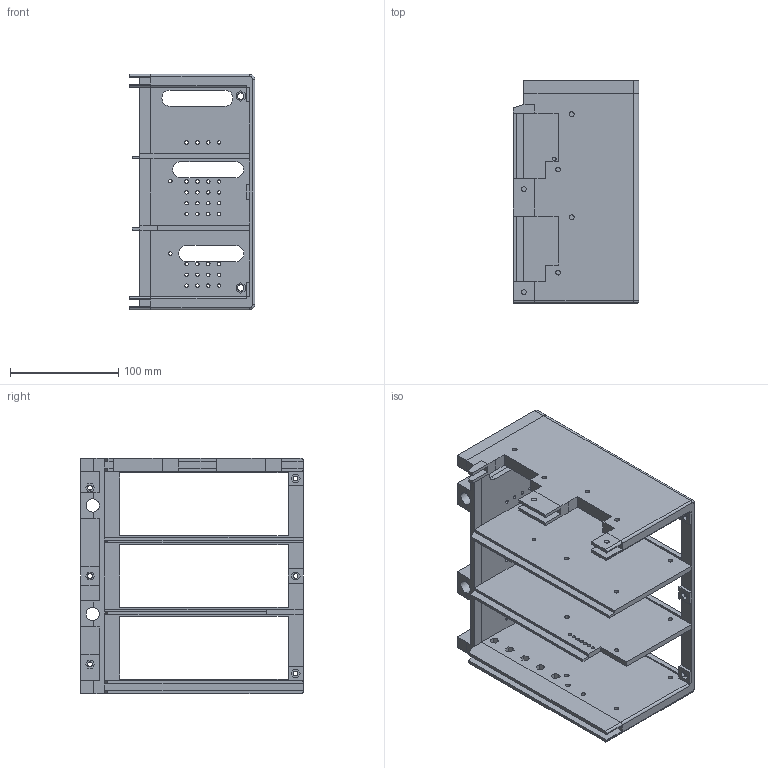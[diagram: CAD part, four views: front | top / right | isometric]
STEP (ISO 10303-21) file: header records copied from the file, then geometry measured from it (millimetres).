
FILE_DESCRIPTION(('FreeCAD Model'),'2;1');
FILE_NAME('Open CASCADE Shape Model','2024-08-01T10:57:38',('Author'),( ''),'Open CASCADE STEP processor 7.6','FreeCAD','Unknown');
FILE_SCHEMA(('AUTOMOTIVE_DESIGN { 1 0 10303 214 1 1 1 1 }'));
Length unit declared in the file: millimetre
Products named in the file (1): Main body #002 (Left) (Mirror #3)
Bounding box: 116 x 205 x 217 mm (x, y, z)
Volume: 872779.8 mm3; surface area: 275765.9 mm2
Topology: 1 solids, 1 shells, 393 faces, 1069 edges, 694 vertices
Faces by surface type: plane 287, cylinder 104, torus 2
Full cylindrical faces by diameter (mm): 3.2 x39, 3.3 x3, 4.2 x19, 4.4 x12, 6 x2, 8.4 x2, 12.2 x2
Entity records: 12612 total; most frequent: CARTESIAN_POINT 2157, ORIENTED_EDGE 2138, DIRECTION 2066, EDGE_CURVE 1069, LINE 860, VECTOR 860, VERTEX_POINT 694, AXIS2_PLACEMENT_3D 603
